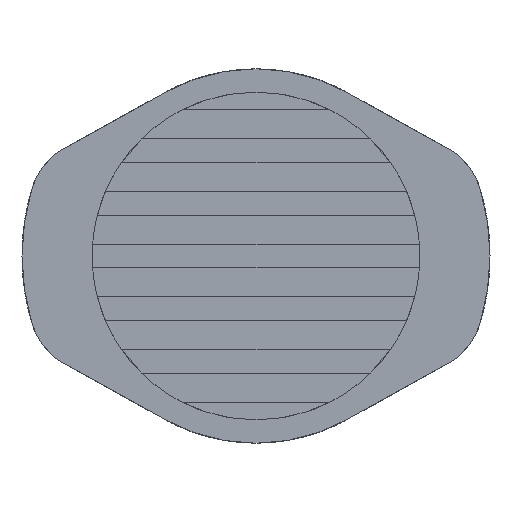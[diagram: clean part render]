
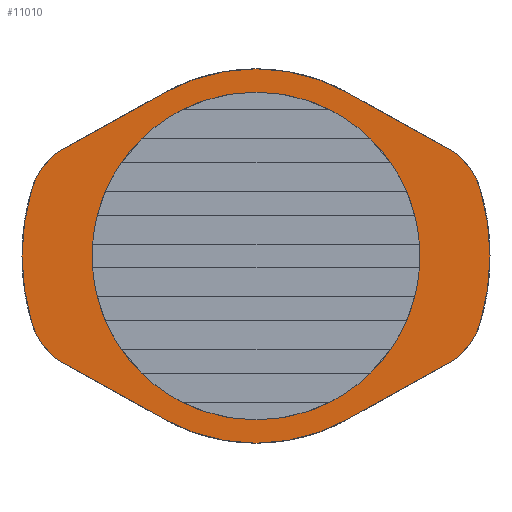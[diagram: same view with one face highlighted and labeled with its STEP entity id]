
A CAD part, left-side view. The second image highlights one B-rep face of the part: STEP entity #11010.
In plain terms, the highlighted planar face has unit normal (-1, 0, 0).
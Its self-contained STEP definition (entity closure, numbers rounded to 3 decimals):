
#333 = DIRECTION ( 'NONE',  ( 0., 0., -1. ) ) ;
#498 = DIRECTION ( 'NONE',  ( 0., 0., -1. ) ) ;
#778 = CARTESIAN_POINT ( 'NONE',  ( 0., 3.876, -6.998 ) ) ;
#956 = ORIENTED_EDGE ( 'NONE', *, *, #17377, .T. ) ;
#1066 = ORIENTED_EDGE ( 'NONE', *, *, #2096, .T. ) ;
#1193 = ORIENTED_EDGE ( 'NONE', *, *, #20988, .T. ) ;
#1326 = CARTESIAN_POINT ( 'NONE',  ( 0., 6.708, 2. ) ) ;
#1470 = DIRECTION ( 'NONE',  ( -1., 0., 0. ) ) ;
#1914 = VERTEX_POINT ( 'NONE', #8715 ) ;
#2001 = AXIS2_PLACEMENT_3D ( 'NONE', #4481, #11959, #10350 ) ;
#2024 = AXIS2_PLACEMENT_3D ( 'NONE', #10069, #4211, #498 ) ;
#2096 = EDGE_CURVE ( 'NONE', #5970, #2414, #14640, .T. ) ;
#2106 = ORIENTED_EDGE ( 'NONE', *, *, #23446, .T. ) ;
#2177 = LINE ( 'NONE', #6629, #5363 ) ;
#2221 = CARTESIAN_POINT ( 'NONE',  ( 0., 0., 4.8 ) ) ;
#2414 = VERTEX_POINT ( 'NONE', #16083 ) ;
#2505 = ORIENTED_EDGE ( 'NONE', *, *, #17171, .F. ) ;
#2638 = CIRCLE ( 'NONE', #5782, 3. ) ;
#2679 = CARTESIAN_POINT ( 'NONE',  ( 0., 0., 0. ) ) ;
#2721 = VERTEX_POINT ( 'NONE', #9223 ) ;
#3053 = VERTEX_POINT ( 'NONE', #14325 ) ;
#3063 = DIRECTION ( 'NONE',  ( 0., -0.875, -0.485 ) ) ;
#3086 = EDGE_CURVE ( 'NONE', #14866, #4685, #14060, .T. ) ;
#3119 = VERTEX_POINT ( 'NONE', #18334 ) ;
#3174 = DIRECTION ( 'NONE',  ( -1., 0., 0. ) ) ;
#3267 = CARTESIAN_POINT ( 'NONE',  ( 0., 0., 0. ) ) ;
#3739 = DIRECTION ( 'NONE',  ( 0., 0.875, 0.485 ) ) ;
#3768 = CARTESIAN_POINT ( 'NONE',  ( 0., 0., 8. ) ) ;
#3876 = CARTESIAN_POINT ( 'NONE',  ( 0., 3.876, 6.998 ) ) ;
#4211 = DIRECTION ( 'NONE',  ( 1., 0., 0. ) ) ;
#4481 = CARTESIAN_POINT ( 'NONE',  ( 0., 4.8, 0. ) ) ;
#4612 = AXIS2_PLACEMENT_3D ( 'NONE', #3267, #23738, #10676 ) ;
#4616 = DIRECTION ( 'NONE',  ( 0., -0.875, 0.485 ) ) ;
#4685 = VERTEX_POINT ( 'NONE', #12526 ) ;
#4826 = CARTESIAN_POINT ( 'NONE',  ( 0., 9.583, 2.857 ) ) ;
#4922 = ORIENTED_EDGE ( 'NONE', *, *, #17905, .T. ) ;
#5363 = VECTOR ( 'NONE', #3063, 1000. ) ;
#5512 = CARTESIAN_POINT ( 'NONE',  ( 0., -3.876, 6.998 ) ) ;
#5782 = AXIS2_PLACEMENT_3D ( 'NONE', #13021, #14881, #333 ) ;
#5965 = VECTOR ( 'NONE', #4616, 1000. ) ;
#5970 = VERTEX_POINT ( 'NONE', #7256 ) ;
#6474 = VERTEX_POINT ( 'NONE', #8178 ) ;
#6587 = CARTESIAN_POINT ( 'NONE',  ( 0., 0., 0. ) ) ;
#6629 = CARTESIAN_POINT ( 'NONE',  ( 0., 3.876, -6.998 ) ) ;
#6769 = VECTOR ( 'NONE', #3739, 1000. ) ;
#6836 = CARTESIAN_POINT ( 'NONE',  ( 0., -9.583, -2.857 ) ) ;
#6992 = DIRECTION ( 'NONE',  ( 0., 0., 1. ) ) ;
#7086 = CIRCLE ( 'NONE', #2024, 4.8 ) ;
#7256 = CARTESIAN_POINT ( 'NONE',  ( 0., -8.162, 4.624 ) ) ;
#7634 = CARTESIAN_POINT ( 'NONE',  ( 0., 0., 0. ) ) ;
#7822 = CIRCLE ( 'NONE', #19628, 4.8 ) ;
#8178 = CARTESIAN_POINT ( 'NONE',  ( 0., 8.162, -4.624 ) ) ;
#8312 = DIRECTION ( 'NONE',  ( -1., 0., 0. ) ) ;
#8381 = ORIENTED_EDGE ( 'NONE', *, *, #3086, .T. ) ;
#8479 = DIRECTION ( 'NONE',  ( -1., 0., 0. ) ) ;
#8591 = AXIS2_PLACEMENT_3D ( 'NONE', #1326, #1470, #19965 ) ;
#8715 = CARTESIAN_POINT ( 'NONE',  ( 0., -8.162, -4.624 ) ) ;
#8812 = LINE ( 'NONE', #3876, #14917 ) ;
#9036 = CARTESIAN_POINT ( 'NONE',  ( 0., 6.708, -2. ) ) ;
#9049 = DIRECTION ( 'NONE',  ( 0., 0., -1. ) ) ;
#9223 = CARTESIAN_POINT ( 'NONE',  ( 0., 9.583, -2.857 ) ) ;
#9603 = EDGE_CURVE ( 'NONE', #19089, #12590, #7822, .T. ) ;
#10008 = DIRECTION ( 'NONE',  ( 0., 0., 1. ) ) ;
#10069 = CARTESIAN_POINT ( 'NONE',  ( 0., 0., 0. ) ) ;
#10151 = ORIENTED_EDGE ( 'NONE', *, *, #19240, .T. ) ;
#10171 = DIRECTION ( 'NONE',  ( 0., 0., -1. ) ) ;
#10350 = DIRECTION ( 'NONE',  ( 0., 0., 1. ) ) ;
#10510 = CIRCLE ( 'NONE', #8591, 3. ) ;
#10514 = ORIENTED_EDGE ( 'NONE', *, *, #23651, .T. ) ;
#10676 = DIRECTION ( 'NONE',  ( 0., 0., 1. ) ) ;
#11010 = ADVANCED_FACE ( 'NONE', ( #16810, #13880 ), #12216, .T. ) ;
#11355 = AXIS2_PLACEMENT_3D ( 'NONE', #7634, #15200, #22567 ) ;
#11461 = EDGE_CURVE ( 'NONE', #2721, #20832, #11812, .T. ) ;
#11812 = CIRCLE ( 'NONE', #11355, 10. ) ;
#11959 = DIRECTION ( 'NONE',  ( -1., 0., 0. ) ) ;
#12043 = ORIENTED_EDGE ( 'NONE', *, *, #23144, .T. ) ;
#12216 = PLANE ( 'NONE',  #2001 ) ;
#12231 = CARTESIAN_POINT ( 'NONE',  ( 0., -9.583, 2.857 ) ) ;
#12526 = CARTESIAN_POINT ( 'NONE',  ( 0., 3.876, 6.998 ) ) ;
#12590 = VERTEX_POINT ( 'NONE', #2221 ) ;
#13021 = CARTESIAN_POINT ( 'NONE',  ( 0., -6.708, 2. ) ) ;
#13284 = EDGE_LOOP ( 'NONE', ( #20731, #10151 ) ) ;
#13880 = FACE_OUTER_BOUND ( 'NONE', #19796, .T. ) ;
#14060 = CIRCLE ( 'NONE', #19500, 8. ) ;
#14298 = ORIENTED_EDGE ( 'NONE', *, *, #16564, .T. ) ;
#14325 = CARTESIAN_POINT ( 'NONE',  ( 0., 8.162, 4.624 ) ) ;
#14565 = AXIS2_PLACEMENT_3D ( 'NONE', #9036, #3174, #23643 ) ;
#14640 = LINE ( 'NONE', #5512, #6769 ) ;
#14866 = VERTEX_POINT ( 'NONE', #3768 ) ;
#14881 = DIRECTION ( 'NONE',  ( -1., 0., 0. ) ) ;
#14917 = VECTOR ( 'NONE', #16907, 1000. ) ;
#15200 = DIRECTION ( 'NONE',  ( 1., 0., 0. ) ) ;
#15576 = AXIS2_PLACEMENT_3D ( 'NONE', #22020, #18430, #9049 ) ;
#15714 = DIRECTION ( 'NONE',  ( 1., 0., 0. ) ) ;
#15781 = CIRCLE ( 'NONE', #23495, 3. ) ;
#16083 = CARTESIAN_POINT ( 'NONE',  ( 0., -3.876, 6.998 ) ) ;
#16564 = EDGE_CURVE ( 'NONE', #19946, #3119, #22361, .T. ) ;
#16733 = ORIENTED_EDGE ( 'NONE', *, *, #19091, .T. ) ;
#16777 = CIRCLE ( 'NONE', #15576, 10. ) ;
#16810 = FACE_BOUND ( 'NONE', #13284, .T. ) ;
#16832 = ORIENTED_EDGE ( 'NONE', *, *, #20285, .T. ) ;
#16907 = DIRECTION ( 'NONE',  ( 0., 0.875, -0.485 ) ) ;
#16976 = CIRCLE ( 'NONE', #14565, 3. ) ;
#17171 = EDGE_CURVE ( 'NONE', #21943, #23631, #16777, .T. ) ;
#17377 = EDGE_CURVE ( 'NONE', #3119, #1914, #23498, .T. ) ;
#17589 = CARTESIAN_POINT ( 'NONE',  ( 0., -3.876, -6.998 ) ) ;
#17905 = EDGE_CURVE ( 'NONE', #6474, #19946, #2177, .T. ) ;
#17944 = DIRECTION ( 'NONE',  ( 0., 0., 1. ) ) ;
#18015 = AXIS2_PLACEMENT_3D ( 'NONE', #2679, #8312, #10008 ) ;
#18334 = CARTESIAN_POINT ( 'NONE',  ( 0., -3.876, -6.998 ) ) ;
#18411 = DIRECTION ( 'NONE',  ( -1., 0., 0. ) ) ;
#18430 = DIRECTION ( 'NONE',  ( 1., 0., 0. ) ) ;
#18643 = CARTESIAN_POINT ( 'NONE',  ( 0., 0., -4.8 ) ) ;
#19089 = VERTEX_POINT ( 'NONE', #18643 ) ;
#19091 = EDGE_CURVE ( 'NONE', #4685, #3053, #8812, .T. ) ;
#19240 = EDGE_CURVE ( 'NONE', #12590, #19089, #7086, .T. ) ;
#19500 = AXIS2_PLACEMENT_3D ( 'NONE', #20295, #18411, #6992 ) ;
#19628 = AXIS2_PLACEMENT_3D ( 'NONE', #6587, #15714, #10171 ) ;
#19796 = EDGE_LOOP ( 'NONE', ( #956, #12043, #2505, #1193, #1066, #2106, #8381, #16733, #16832, #21542, #10514, #4922, #14298 ) ) ;
#19914 = CIRCLE ( 'NONE', #18015, 8. ) ;
#19946 = VERTEX_POINT ( 'NONE', #778 ) ;
#19965 = DIRECTION ( 'NONE',  ( 0., 0., 1. ) ) ;
#20285 = EDGE_CURVE ( 'NONE', #3053, #20832, #10510, .T. ) ;
#20295 = CARTESIAN_POINT ( 'NONE',  ( 0., 0., 0. ) ) ;
#20731 = ORIENTED_EDGE ( 'NONE', *, *, #9603, .T. ) ;
#20832 = VERTEX_POINT ( 'NONE', #4826 ) ;
#20988 = EDGE_CURVE ( 'NONE', #21943, #5970, #2638, .T. ) ;
#21372 = CARTESIAN_POINT ( 'NONE',  ( 0., -6.708, -2. ) ) ;
#21542 = ORIENTED_EDGE ( 'NONE', *, *, #11461, .F. ) ;
#21943 = VERTEX_POINT ( 'NONE', #12231 ) ;
#22020 = CARTESIAN_POINT ( 'NONE',  ( 0., 0., 0. ) ) ;
#22361 = CIRCLE ( 'NONE', #4612, 8. ) ;
#22567 = DIRECTION ( 'NONE',  ( 0., 0., -1. ) ) ;
#23144 = EDGE_CURVE ( 'NONE', #1914, #23631, #15781, .T. ) ;
#23446 = EDGE_CURVE ( 'NONE', #2414, #14866, #19914, .T. ) ;
#23495 = AXIS2_PLACEMENT_3D ( 'NONE', #21372, #8479, #17944 ) ;
#23498 = LINE ( 'NONE', #17589, #5965 ) ;
#23631 = VERTEX_POINT ( 'NONE', #6836 ) ;
#23643 = DIRECTION ( 'NONE',  ( 0., 0., -1. ) ) ;
#23651 = EDGE_CURVE ( 'NONE', #2721, #6474, #16976, .T. ) ;
#23738 = DIRECTION ( 'NONE',  ( -1., 0., 0. ) ) ;
